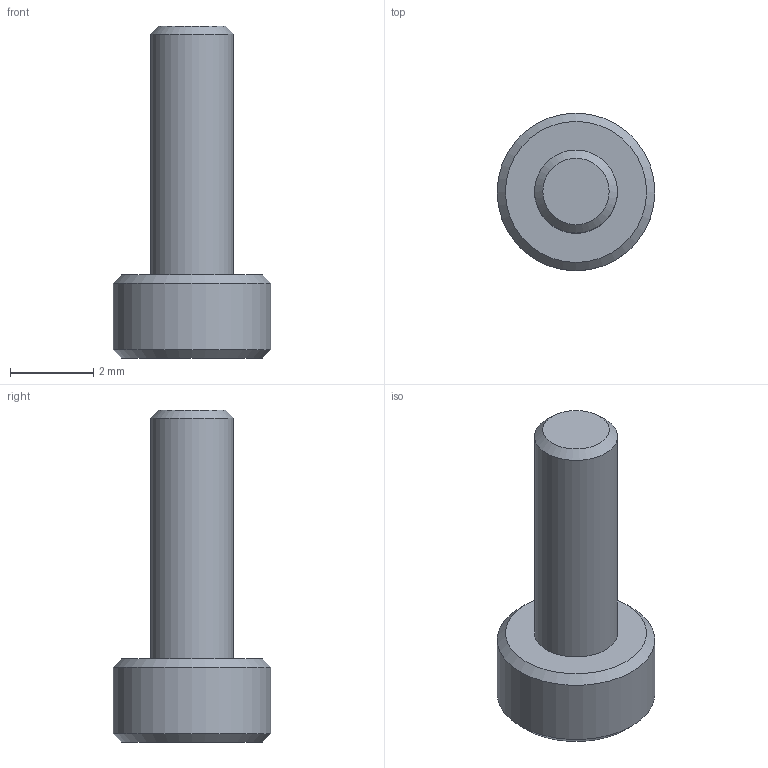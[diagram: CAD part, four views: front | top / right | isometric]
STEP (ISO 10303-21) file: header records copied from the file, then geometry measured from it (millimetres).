
FILE_DESCRIPTION(/* description */ (''),/* implementation_level */ '2;1');
FILE_NAME(/* name */ 'M2x6 SHCS_v1.step',/* time_stamp */ '2023-05-23T22:34:41-06:00',/* author */ (''),/* organization */ (''),/* preprocessor_version */ 'ST-DEVELOPER v19.2',/* originating_system */ 'Autodesk Translation Framework v12.4.0.73',/* authorisation */ '');
FILE_SCHEMA (('AUTOMOTIVE_DESIGN { 1 0 10303 214 3 1 1 }'));
Length unit declared in the file: millimetre
Products named in the file (1): M2x6 SHCS
Bounding box: 3.8 x 3.8 x 8 mm (x, y, z)
Volume: 39 mm3; surface area: 85.5 mm2
Topology: 1 solids, 1 shells, 21 faces, 36 edges, 19 vertices
Faces by surface type: plane 10, cone 9, cylinder 2
Full cylindrical faces by diameter (mm): 2 x1, 3.8 x1
Entity records: 517 total; most frequent: CARTESIAN_POINT 89, DIRECTION 87, ORIENTED_EDGE 72, EDGE_CURVE 36, AXIS2_PLACEMENT_3D 35, EDGE_LOOP 23, FACE_OUTER_BOUND 21, ADVANCED_FACE 21
